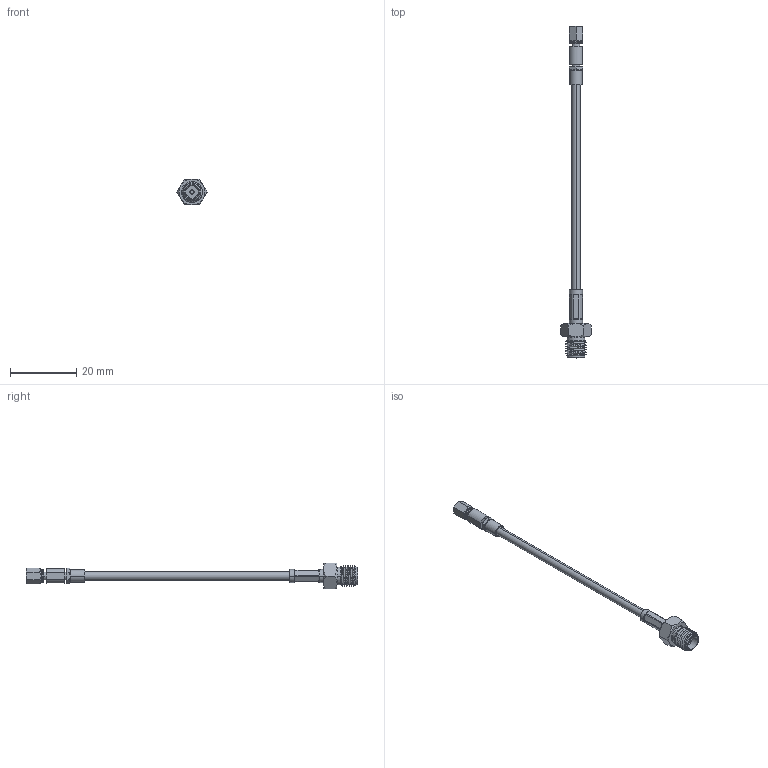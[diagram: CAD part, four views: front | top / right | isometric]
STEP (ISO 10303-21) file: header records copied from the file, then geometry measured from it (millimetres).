
FILE_DESCRIPTION (( 'STEP AP214' ), '1' );
FILE_NAME ('PE3C4409.step', '2020-04-20T18:36:51', ( '' ), ( '' ), 'SwSTEP 2.0', 'SolidWorks 2018', '' );
FILE_SCHEMA (( 'AUTOMOTIVE_DESIGN' ));
Length unit declared in the file: millimetre
Products named in the file (4): PE3C4409; PE4414; PE45368___; RG316-PROD_SP17516 3" LONG
Assembly tree (3 placements, depth 2):
  PE3C4409
    RG316-PROD_SP17516 3" LONG
    PE45368___
    PE4414
Bounding box: 9.07 x 100.3 x 7.85 mm (x, y, z)
Volume: 944.5 mm3; surface area: 1846 mm2
Topology: 4 solids, 4 shells, 4584 faces, 9371 edges, 4822 vertices
Faces by surface type: bspline 3526, cylinder 929, plane 69, cone 56, torus 4
Entity records: 198255 total; most frequent: CARTESIAN_POINT 141733, ORIENTED_EDGE 18742, EDGE_CURVE 9371, VERTEX_POINT 4822, EDGE_LOOP 4615, FACE_OUTER_BOUND 4584, ADVANCED_FACE 4584, B_SPLINE_CURVE_WITH_KNOTS 3861
